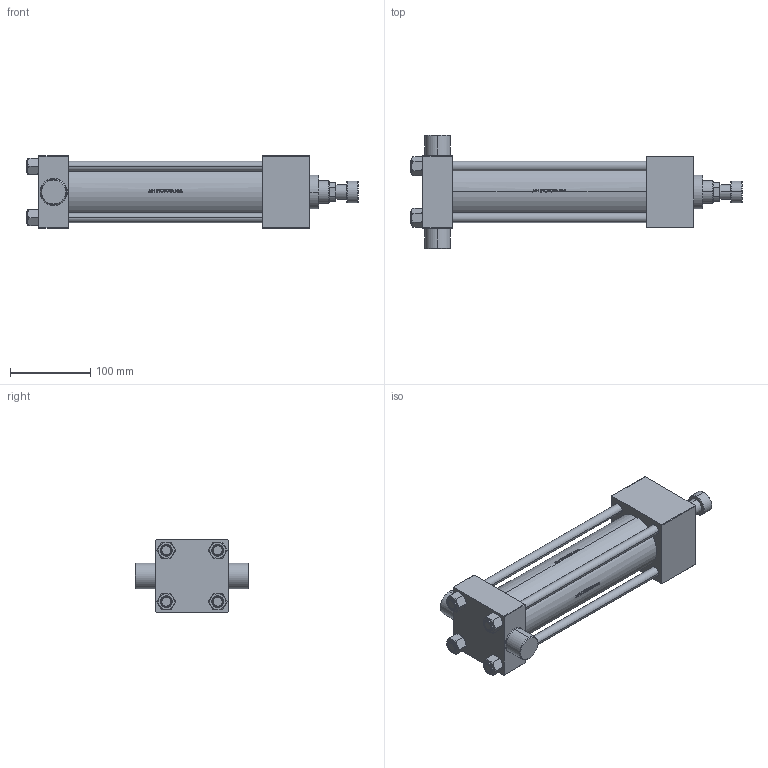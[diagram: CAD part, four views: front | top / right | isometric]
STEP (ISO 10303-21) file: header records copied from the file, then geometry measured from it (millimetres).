
FILE_DESCRIPTION (( 'STEP AP203' ), '1' );
FILE_NAME ('3cde.STEP', '2023-08-23T00:00:47', ( '' ), ( '' ), 'SwSTEP 2.0', 'SolidWorks 2019', '' );
FILE_SCHEMA (( 'CONFIG_CONTROL_DESIGN' ));
Length unit declared in the file: millimetre
Products named in the file (7): 3cde; V215CR_L_Body 0fbc6d9e391695cf0a99453a0ac7a55a; V215_VC_A 0fbc6d9e391695cf0a99453a0ac7a55a; V215CR_L_TYCINKA 0fbc6d9e391695cf0a99453a0ac7a55a; NUT_M5_L 0fbc6d9e391695cf0a99453a0ac7a55a; V215CR_VCP_L 0fbc6d9e391695cf0a99453a0ac7a55a; V215CR_ROD_END_F 0fbc6d9e391695cf0a99453a0ac7a55a
Assembly tree (12 placements, depth 2):
  3cde
    V215CR_L_Body 0fbc6d9e391695cf0a99453a0ac7a55a
    V215CR_VCP_L 0fbc6d9e391695cf0a99453a0ac7a55a
    V215CR_L_TYCINKA 0fbc6d9e391695cf0a99453a0ac7a55a  x4
    NUT_M5_L 0fbc6d9e391695cf0a99453a0ac7a55a  x4
    V215_VC_A 0fbc6d9e391695cf0a99453a0ac7a55a
    V215CR_ROD_END_F 0fbc6d9e391695cf0a99453a0ac7a55a
Bounding box: 414 x 142 x 90 mm (x, y, z)
Volume: 1323577.3 mm3; surface area: 299556.8 mm2
Topology: 12 solids, 12 shells, 1071 faces, 2696 edges, 1733 vertices
Faces by surface type: plane 429, bspline 380, cone 132, cylinder 114, torus 16
Entity records: 46661 total; most frequent: CARTESIAN_POINT 25470, ORIENTED_EDGE 4884, DIRECTION 2946, EDGE_CURVE 2442, VERTEX_POINT 1589, VECTOR 1256, LINE 1256, EDGE_LOOP 1043
